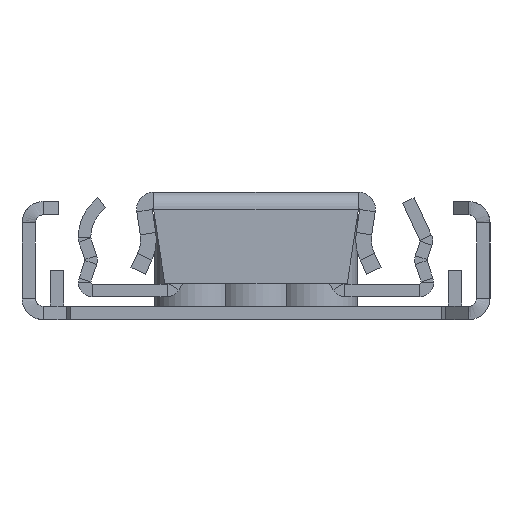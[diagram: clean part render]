
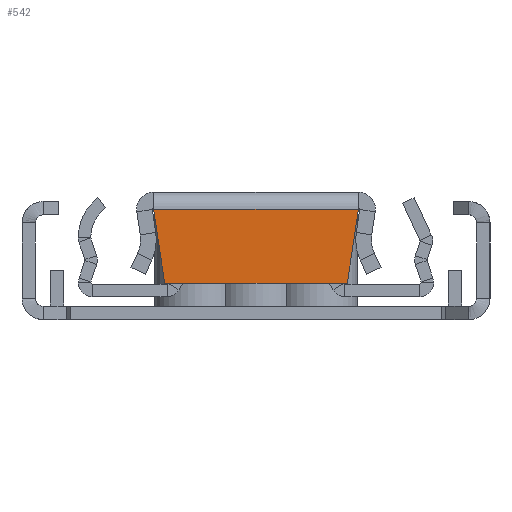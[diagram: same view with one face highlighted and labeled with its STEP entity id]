
A CAD part, left-side view. The second image highlights one B-rep face of the part: STEP entity #542.
In plain terms, the highlighted planar face has unit normal (-1, 0, 0).
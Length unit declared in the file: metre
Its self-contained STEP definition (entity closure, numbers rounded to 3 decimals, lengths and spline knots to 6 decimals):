
#542 = ADVANCED_FACE( '', ( #1396 ), #1397, .F. );
#1396 = FACE_OUTER_BOUND( '', #2423, .T. );
#1397 = PLANE( '', #2424 );
#2423 = EDGE_LOOP( '', ( #5449, #5450, #5451, #5452 ) );
#2424 = AXIS2_PLACEMENT_3D( '', #5453, #5454, #5455 );
#5449 = ORIENTED_EDGE( '', *, *, #6546, .T. );
#5450 = ORIENTED_EDGE( '', *, *, #6539, .T. );
#5451 = ORIENTED_EDGE( '', *, *, #6536, .T. );
#5452 = ORIENTED_EDGE( '', *, *, #6542, .T. );
#5453 = CARTESIAN_POINT( '', ( -0.001524, 0., 0.00442 ) );
#5454 = DIRECTION( '', ( 1., 0., 0. ) );
#5455 = DIRECTION( '', ( 0., 1., 0. ) );
#6536 = EDGE_CURVE( '', #8086, #8083, #8087, .T. );
#6539 = EDGE_CURVE( '', #8091, #8086, #8092, .T. );
#6542 = EDGE_CURVE( '', #8083, #8096, #8097, .T. );
#6546 = EDGE_CURVE( '', #8096, #8091, #8102, .F. );
#8083 = VERTEX_POINT( '', #10571 );
#8086 = VERTEX_POINT( '', #10575 );
#8087 = LINE( '', #10576, #10577 );
#8091 = VERTEX_POINT( '', #10583 );
#8092 = LINE( '', #10584, #10585 );
#8096 = VERTEX_POINT( '', #10591 );
#8097 = LINE( '', #10592, #10593 );
#8102 = LINE( '', #10601, #10602 );
#10571 = CARTESIAN_POINT( '', ( -0.001524, 0.008879, 0.008839 ) );
#10575 = CARTESIAN_POINT( '', ( -0.001524, -0.008879, 0.008839 ) );
#10576 = CARTESIAN_POINT( '', ( -0.001524, 0., 0.008839 ) );
#10577 = VECTOR( '', #12032, 1. );
#10583 = CARTESIAN_POINT( '', ( -0.001524, -0.009957, 0.001651 ) );
#10584 = CARTESIAN_POINT( '', ( -0.001524, -0.009542, 0.00442 ) );
#10585 = VECTOR( '', #12035, 1. );
#10591 = CARTESIAN_POINT( '', ( -0.001524, 0.009957, 0.001651 ) );
#10592 = CARTESIAN_POINT( '', ( -0.001524, 0.009542, 0.00442 ) );
#10593 = VECTOR( '', #12038, 1. );
#10601 = CARTESIAN_POINT( '', ( -0.001524, 0., 0.001651 ) );
#10602 = VECTOR( '', #12042, 1. );
#12032 = DIRECTION( '', ( 0., 1., 0. ) );
#12035 = DIRECTION( '', ( 0., 0.148, 0.989 ) );
#12038 = DIRECTION( '', ( 0., 0.148, -0.989 ) );
#12042 = DIRECTION( '', ( 0., 1., 0. ) );
